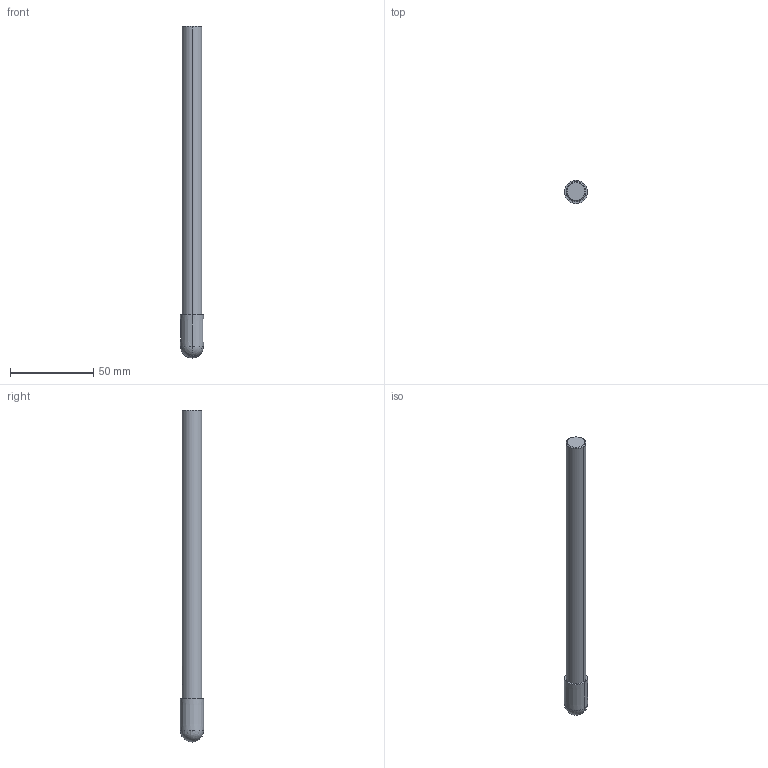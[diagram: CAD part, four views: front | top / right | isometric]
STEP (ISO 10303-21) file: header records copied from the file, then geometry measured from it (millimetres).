
FILE_DESCRIPTION(('no description'),'unknown implementation level');
FILE_NAME('solid1sEhRQAQr41eGCTjyQgUCDjMnKk_1.STP',' ',('CIM GmbH Aachen'),('CADClick - KiM GmbH - www.kimweb.de'),'unknown preprocess','ACIS','unknown authorization');
FILE_SCHEMA(('automotive_design'));
Length unit declared in the file: millimetre
Products named in the file (1): 1
Bounding box: 14 x 14 x 200 mm (x, y, z)
Volume: 23314.8 mm3; surface area: 7845.8 mm2
Topology: 1 solids, 1 shells, 24 faces, 66 edges, 40 vertices
Faces by surface type: cylinder 9, plane 9, cone 4, sphere 2
Entity records: 1733 total; most frequent: CARTESIAN_POINT 410, STYLED_ITEM 127, PRESENTATION_STYLE_ASSIGNMENT 127, COLOUR_RGB 127, DIRECTION 124, ORIENTED_EDGE 124, EDGE_CURVE 62, CURVE_STYLE 62
